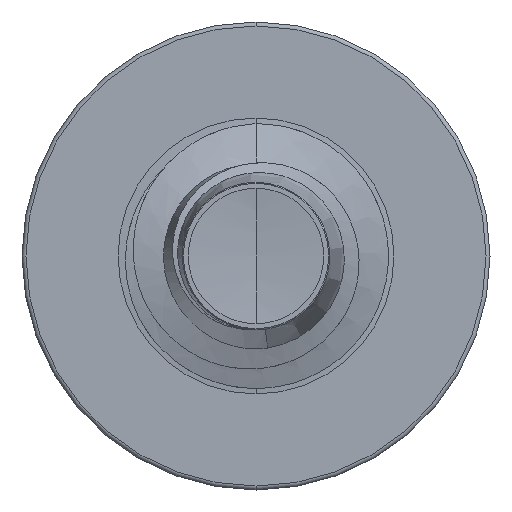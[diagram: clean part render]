
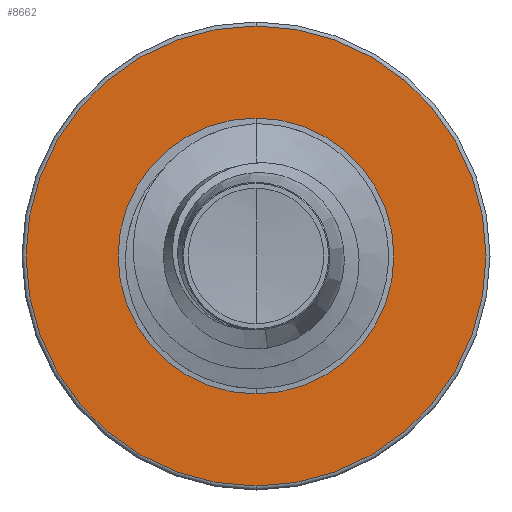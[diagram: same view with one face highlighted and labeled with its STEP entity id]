
A CAD part, front view. The second image highlights one B-rep face of the part: STEP entity #8662.
In plain terms, the highlighted planar face has unit normal (0, -1, 0).
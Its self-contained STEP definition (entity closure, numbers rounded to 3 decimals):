
#253 = CARTESIAN_POINT ( 'NONE',  ( 0., 2.5, -2.605 ) ) ;
#358 = EDGE_CURVE ( 'NONE', #9736, #2359, #7521, .T. ) ;
#399 = DIRECTION ( 'NONE',  ( 0., 0., 1. ) ) ;
#405 = DIRECTION ( 'NONE',  ( 0., 1., 0. ) ) ;
#425 = CARTESIAN_POINT ( 'NONE',  ( 0., 2.5, 0. ) ) ;
#891 = CARTESIAN_POINT ( 'NONE',  ( 0., 2.5, -1.562 ) ) ;
#1458 = DIRECTION ( 'NONE',  ( 0., 0., 1. ) ) ;
#1469 = CIRCLE ( 'NONE', #5646, 1.562 ) ;
#1471 = DIRECTION ( 'NONE',  ( 0., 1., 0. ) ) ;
#1509 = CARTESIAN_POINT ( 'NONE',  ( 0., 2.5, 0. ) ) ;
#1904 = DIRECTION ( 'NONE',  ( 0., 0., 1. ) ) ;
#1919 = DIRECTION ( 'NONE',  ( 0., 1., 0. ) ) ;
#1939 = CARTESIAN_POINT ( 'NONE',  ( 0., 2.5, 0. ) ) ;
#2267 = CIRCLE ( 'NONE', #9849, 2.605 ) ;
#2359 = VERTEX_POINT ( 'NONE', #253 ) ;
#3006 = CARTESIAN_POINT ( 'NONE',  ( 0., 2.5, 1.562 ) ) ;
#3652 = AXIS2_PLACEMENT_3D ( 'NONE', #1509, #1471, #1458 ) ;
#3853 = EDGE_LOOP ( 'NONE', ( #8006, #8860 ) ) ;
#4046 = AXIS2_PLACEMENT_3D ( 'NONE', #4262, #4230, #4215 ) ;
#4215 = DIRECTION ( 'NONE',  ( 0., 0., 1. ) ) ;
#4230 = DIRECTION ( 'NONE',  ( 0., 1., 0. ) ) ;
#4262 = CARTESIAN_POINT ( 'NONE',  ( 0., 2.5, -1.562 ) ) ;
#4403 = FACE_BOUND ( 'NONE', #8070, .T. ) ;
#4729 = PLANE ( 'NONE',  #4046 ) ;
#5386 = EDGE_CURVE ( 'NONE', #2359, #9736, #2267, .T. ) ;
#5646 = AXIS2_PLACEMENT_3D ( 'NONE', #7554, #7549, #7541 ) ;
#6310 = EDGE_CURVE ( 'NONE', #6677, #9352, #7430, .T. ) ;
#6432 = FACE_OUTER_BOUND ( 'NONE', #3853, .T. ) ;
#6463 = CARTESIAN_POINT ( 'NONE',  ( 0., 2.5, 2.605 ) ) ;
#6677 = VERTEX_POINT ( 'NONE', #3006 ) ;
#7430 = CIRCLE ( 'NONE', #3652, 1.562 ) ;
#7520 = AXIS2_PLACEMENT_3D ( 'NONE', #1939, #1919, #1904 ) ;
#7521 = CIRCLE ( 'NONE', #7520, 2.605 ) ;
#7541 = DIRECTION ( 'NONE',  ( 0., 0., 1. ) ) ;
#7549 = DIRECTION ( 'NONE',  ( 0., 1., 0. ) ) ;
#7553 = EDGE_CURVE ( 'NONE', #9352, #6677, #1469, .T. ) ;
#7554 = CARTESIAN_POINT ( 'NONE',  ( 0., 2.5, 0. ) ) ;
#8006 = ORIENTED_EDGE ( 'NONE', *, *, #358, .F. ) ;
#8070 = EDGE_LOOP ( 'NONE', ( #8333, #9727 ) ) ;
#8333 = ORIENTED_EDGE ( 'NONE', *, *, #6310, .T. ) ;
#8662 = ADVANCED_FACE ( 'NONE', ( #6432, #4403 ), #4729, .F. ) ;
#8860 = ORIENTED_EDGE ( 'NONE', *, *, #5386, .F. ) ;
#9352 = VERTEX_POINT ( 'NONE', #891 ) ;
#9727 = ORIENTED_EDGE ( 'NONE', *, *, #7553, .T. ) ;
#9736 = VERTEX_POINT ( 'NONE', #6463 ) ;
#9849 = AXIS2_PLACEMENT_3D ( 'NONE', #425, #405, #399 ) ;
